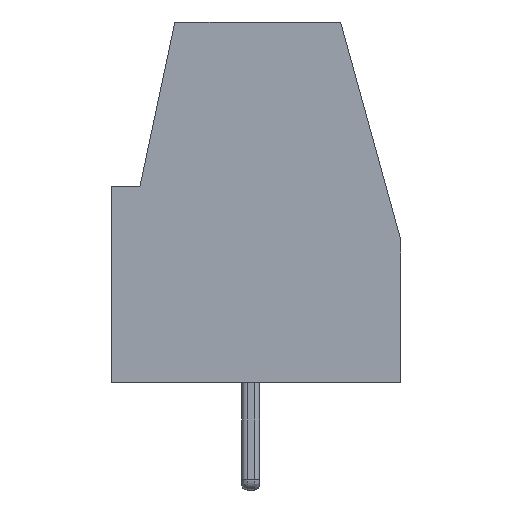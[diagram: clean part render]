
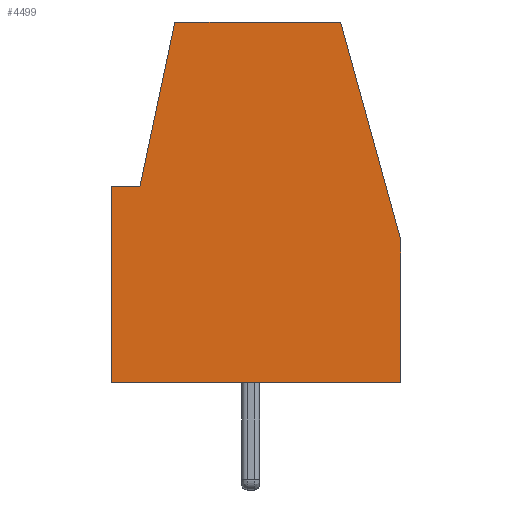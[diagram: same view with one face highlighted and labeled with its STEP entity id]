
A CAD part, left-side view. The second image highlights one B-rep face of the part: STEP entity #4499.
In plain terms, the highlighted planar face has unit normal (-1, 0, 0).
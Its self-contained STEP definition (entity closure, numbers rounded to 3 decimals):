
#22 = ORIENTED_EDGE ( 'NONE', *, *, #2334, .F. ) ;
#45 = CARTESIAN_POINT ( 'NONE',  ( 0., 3.9, 5.5 ) ) ;
#49 = EDGE_CURVE ( 'NONE', #3384, #5119, #3458, .T. ) ;
#199 = VECTOR ( 'NONE', #1934, 1000. ) ;
#333 = LINE ( 'NONE', #4412, #1090 ) ;
#420 = LINE ( 'NONE', #1315, #3062 ) ;
#461 = ORIENTED_EDGE ( 'NONE', *, *, #3216, .F. ) ;
#734 = VERTEX_POINT ( 'NONE', #3551 ) ;
#840 = CARTESIAN_POINT ( 'NONE',  ( 0., -0.108, 4.57 ) ) ;
#866 = EDGE_LOOP ( 'NONE', ( #4480, #3971, #461, #3754, #22, #3935, #3334 ) ) ;
#901 = EDGE_CURVE ( 'NONE', #3717, #2758, #2034, .T. ) ;
#944 = DIRECTION ( 'NONE',  ( 1., 0., 0. ) ) ;
#1090 = VECTOR ( 'NONE', #3620, 1000. ) ;
#1315 = CARTESIAN_POINT ( 'NONE',  ( 0., -4.2, 4.57 ) ) ;
#1486 = LINE ( 'NONE', #4034, #3596 ) ;
#1626 = AXIS2_PLACEMENT_3D ( 'NONE', #840, #944, #2584 ) ;
#1642 = CARTESIAN_POINT ( 'NONE',  ( 0., -4.2, 0. ) ) ;
#1843 = CARTESIAN_POINT ( 'NONE',  ( 0., -4.2, 4. ) ) ;
#1934 = DIRECTION ( 'NONE',  ( 0., -0.266, -0.964 ) ) ;
#2010 = EDGE_CURVE ( 'NONE', #4650, #734, #4520, .T. ) ;
#2034 = LINE ( 'NONE', #3581, #199 ) ;
#2089 = FACE_OUTER_BOUND ( 'NONE', #866, .T. ) ;
#2144 = EDGE_CURVE ( 'NONE', #4650, #5386, #1486, .T. ) ;
#2183 = DIRECTION ( 'NONE',  ( 0., -1., 0. ) ) ;
#2247 = DIRECTION ( 'NONE',  ( 0., -1., 0. ) ) ;
#2334 = EDGE_CURVE ( 'NONE', #5386, #3717, #4319, .T. ) ;
#2366 = CARTESIAN_POINT ( 'NONE',  ( 0., 3.9, 0. ) ) ;
#2446 = DIRECTION ( 'NONE',  ( 0., 1., 0. ) ) ;
#2584 = DIRECTION ( 'NONE',  ( 0., 1., 0. ) ) ;
#2758 = VERTEX_POINT ( 'NONE', #1843 ) ;
#2874 = VECTOR ( 'NONE', #2446, 1000. ) ;
#2923 = DIRECTION ( 'NONE',  ( 0., 0., -1. ) ) ;
#3011 = CARTESIAN_POINT ( 'NONE',  ( 0., -4.2, 0. ) ) ;
#3062 = VECTOR ( 'NONE', #2923, 1000. ) ;
#3216 = EDGE_CURVE ( 'NONE', #2758, #5119, #420, .T. ) ;
#3334 = ORIENTED_EDGE ( 'NONE', *, *, #2010, .T. ) ;
#3384 = VERTEX_POINT ( 'NONE', #2366 ) ;
#3435 = VECTOR ( 'NONE', #2247, 1000. ) ;
#3458 = LINE ( 'NONE', #3011, #3570 ) ;
#3551 = CARTESIAN_POINT ( 'NONE',  ( 0., 3.9, 5.5 ) ) ;
#3570 = VECTOR ( 'NONE', #2183, 1000. ) ;
#3580 = CARTESIAN_POINT ( 'NONE',  ( 0., 2.122, 10.1 ) ) ;
#3581 = CARTESIAN_POINT ( 'NONE',  ( 0., -2.52, 10.1 ) ) ;
#3596 = VECTOR ( 'NONE', #4385, 1000. ) ;
#3620 = DIRECTION ( 'NONE',  ( 0., 0., 1. ) ) ;
#3717 = VERTEX_POINT ( 'NONE', #4849 ) ;
#3754 = ORIENTED_EDGE ( 'NONE', *, *, #901, .F. ) ;
#3820 = PLANE ( 'NONE',  #1626 ) ;
#3909 = CARTESIAN_POINT ( 'NONE',  ( 0., -0.108, 10.1 ) ) ;
#3935 = ORIENTED_EDGE ( 'NONE', *, *, #2144, .F. ) ;
#3971 = ORIENTED_EDGE ( 'NONE', *, *, #49, .T. ) ;
#4034 = CARTESIAN_POINT ( 'NONE',  ( 0., 3.1, 5.5 ) ) ;
#4230 = EDGE_CURVE ( 'NONE', #3384, #734, #333, .T. ) ;
#4319 = LINE ( 'NONE', #3909, #3435 ) ;
#4385 = DIRECTION ( 'NONE',  ( 0., -0.208, 0.978 ) ) ;
#4412 = CARTESIAN_POINT ( 'NONE',  ( 0., 3.9, 4.57 ) ) ;
#4474 = CARTESIAN_POINT ( 'NONE',  ( 0., 3.1, 5.5 ) ) ;
#4480 = ORIENTED_EDGE ( 'NONE', *, *, #4230, .F. ) ;
#4499 = ADVANCED_FACE ( 'NONE', ( #2089 ), #3820, .F. ) ;
#4520 = LINE ( 'NONE', #45, #2874 ) ;
#4650 = VERTEX_POINT ( 'NONE', #4474 ) ;
#4849 = CARTESIAN_POINT ( 'NONE',  ( 0., -2.52, 10.1 ) ) ;
#5119 = VERTEX_POINT ( 'NONE', #1642 ) ;
#5386 = VERTEX_POINT ( 'NONE', #3580 ) ;
